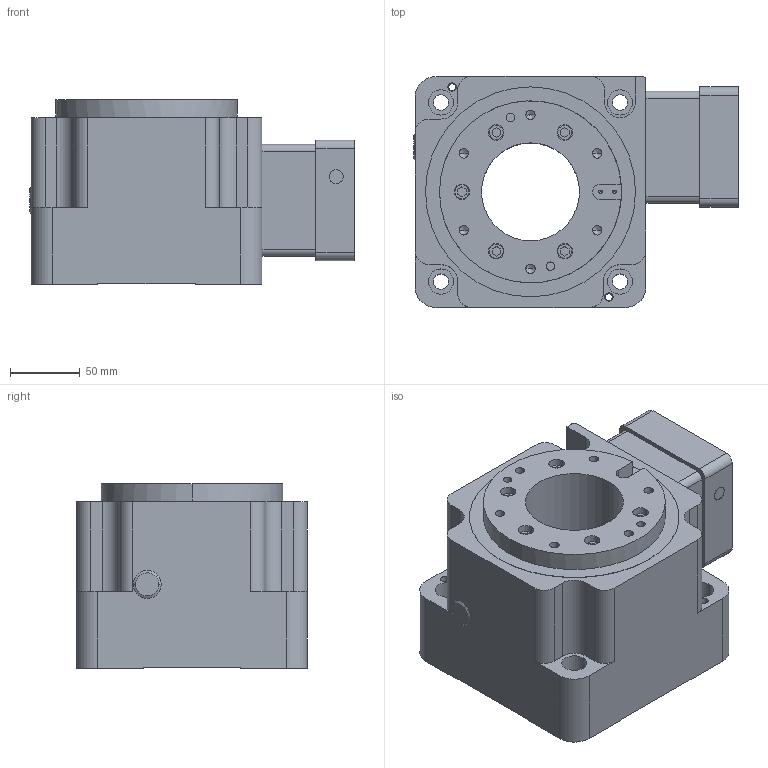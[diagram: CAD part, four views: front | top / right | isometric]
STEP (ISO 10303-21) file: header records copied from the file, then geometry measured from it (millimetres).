
FILE_DESCRIPTION (( 'STEP AP214' ), '1' );
FILE_NAME ('THB165-30-19-40-80-100-M6.STEP', '2022-07-22T06:47:47', ( '' ), ( '' ), 'SwSTEP 2.0', 'SolidWorks 2021', '' );
FILE_SCHEMA (( 'AUTOMOTIVE_DESIGN' ));
Length unit declared in the file: millimetre
Products named in the file (1): THB165-30-19-40-80-100-M6
Bounding box: 232 x 165 x 132 mm (x, y, z)
Volume: 2965054.6 mm3; surface area: 220963.8 mm2
Topology: 1 solids, 1 shells, 333 faces, 832 edges, 528 vertices
Faces by surface type: plane 152, cylinder 147, cone 34
Entity records: 9828 total; most frequent: DIRECTION 1788, CARTESIAN_POINT 1662, ORIENTED_EDGE 1600, EDGE_CURVE 800, AXIS2_PLACEMENT_3D 654, VERTEX_POINT 528, VECTOR 480, LINE 480
